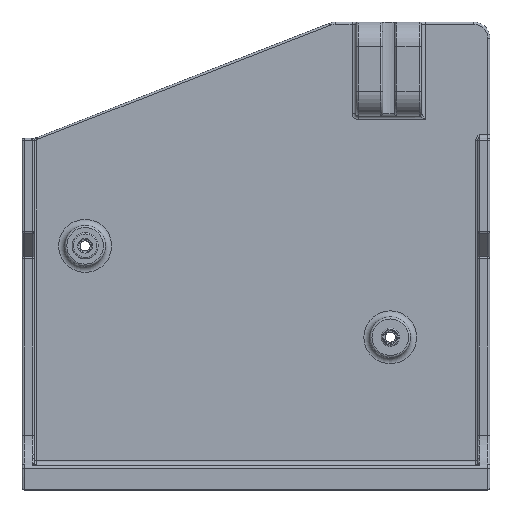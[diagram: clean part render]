
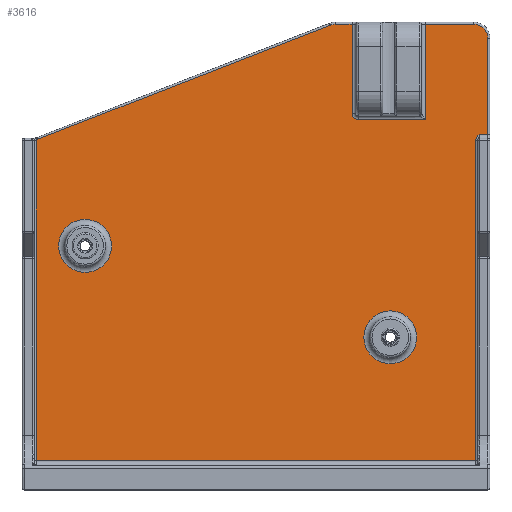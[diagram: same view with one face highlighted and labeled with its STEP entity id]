
A CAD part, top view. The second image highlights one B-rep face of the part: STEP entity #3616.
In plain terms, the highlighted planar face has unit normal (0, 0, 1).
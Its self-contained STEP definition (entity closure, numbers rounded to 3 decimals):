
#45=FACE_BOUND('',#1001,.T.);
#46=FACE_BOUND('',#1002,.T.);
#64=PLANE('',#3906);
#131=B_SPLINE_CURVE_WITH_KNOTS('',3,(#5882,#5883,#5884,#5885,#5886,#5887,
#5888,#5889),.UNSPECIFIED.,.F.,.F.,(4,2,1,1,4),(-0.18,-0.18,
-0.108,-0.072,0.),.UNSPECIFIED.);
#160=LINE('',#5752,#396);
#162=LINE('',#5764,#398);
#178=LINE('',#5876,#414);
#179=LINE('',#5878,#415);
#180=LINE('',#5880,#416);
#181=LINE('',#5891,#417);
#182=LINE('',#5893,#418);
#183=LINE('',#5897,#419);
#184=LINE('',#5899,#420);
#185=LINE('',#5901,#421);
#186=LINE('',#5904,#422);
#396=VECTOR('',#4430,10.);
#398=VECTOR('',#4444,10.);
#414=VECTOR('',#4506,10.);
#415=VECTOR('',#4507,10.);
#416=VECTOR('',#4508,10.);
#417=VECTOR('',#4509,10.);
#418=VECTOR('',#4510,10.);
#419=VECTOR('',#4513,10.);
#420=VECTOR('',#4514,10.);
#421=VECTOR('',#4515,10.);
#422=VECTOR('',#4518,10.);
#753=FACE_OUTER_BOUND('',#1000,.T.);
#1000=EDGE_LOOP('',(#2476,#2477,#2478,#2479,#2480,#2481,#2482,#2483,#2484,
#2485,#2486,#2487,#2488,#2489,#2490,#2491));
#1001=EDGE_LOOP('',(#2492));
#1002=EDGE_LOOP('',(#2493));
#1259=CIRCLE('',#3880,3.5);
#1263=CIRCLE('',#3886,4.5);
#1277=CIRCLE('',#3907,3.5);
#1278=CIRCLE('',#3908,1.5);
#1279=CIRCLE('',#3909,6.5);
#1280=CIRCLE('',#3910,6.5);
#1534=VERTEX_POINT('',#5741);
#1538=VERTEX_POINT('',#5750);
#1540=VERTEX_POINT('',#5756);
#1542=VERTEX_POINT('',#5762);
#1544=VERTEX_POINT('',#5768);
#1566=VERTEX_POINT('',#5875);
#1567=VERTEX_POINT('',#5877);
#1568=VERTEX_POINT('',#5879);
#1569=VERTEX_POINT('',#5881);
#1570=VERTEX_POINT('',#5890);
#1571=VERTEX_POINT('',#5892);
#1572=VERTEX_POINT('',#5894);
#1573=VERTEX_POINT('',#5896);
#1574=VERTEX_POINT('',#5898);
#1575=VERTEX_POINT('',#5900);
#1576=VERTEX_POINT('',#5902);
#1577=VERTEX_POINT('',#5905);
#1578=VERTEX_POINT('',#5907);
#1862=EDGE_CURVE('',#1538,#1534,#160,.T.);
#1865=EDGE_CURVE('',#1540,#1538,#1259,.T.);
#1868=EDGE_CURVE('',#1542,#1540,#162,.T.);
#1871=EDGE_CURVE('',#1544,#1542,#1263,.T.);
#1901=EDGE_CURVE('',#1566,#1544,#178,.T.);
#1902=EDGE_CURVE('',#1567,#1566,#179,.T.);
#1903=EDGE_CURVE('',#1568,#1567,#180,.T.);
#1904=EDGE_CURVE('',#1569,#1568,#131,.T.);
#1905=EDGE_CURVE('',#1570,#1569,#181,.T.);
#1906=EDGE_CURVE('',#1571,#1570,#182,.T.);
#1907=EDGE_CURVE('',#1572,#1571,#1277,.T.);
#1908=EDGE_CURVE('',#1573,#1572,#183,.T.);
#1909=EDGE_CURVE('',#1574,#1573,#184,.T.);
#1910=EDGE_CURVE('',#1575,#1574,#185,.T.);
#1911=EDGE_CURVE('',#1576,#1575,#1278,.T.);
#1912=EDGE_CURVE('',#1534,#1576,#186,.T.);
#1913=EDGE_CURVE('',#1577,#1577,#1279,.T.);
#1914=EDGE_CURVE('',#1578,#1578,#1280,.T.);
#2476=ORIENTED_EDGE('',*,*,#1862,.F.);
#2477=ORIENTED_EDGE('',*,*,#1865,.F.);
#2478=ORIENTED_EDGE('',*,*,#1868,.F.);
#2479=ORIENTED_EDGE('',*,*,#1871,.F.);
#2480=ORIENTED_EDGE('',*,*,#1901,.F.);
#2481=ORIENTED_EDGE('',*,*,#1902,.F.);
#2482=ORIENTED_EDGE('',*,*,#1903,.F.);
#2483=ORIENTED_EDGE('',*,*,#1904,.F.);
#2484=ORIENTED_EDGE('',*,*,#1905,.F.);
#2485=ORIENTED_EDGE('',*,*,#1906,.F.);
#2486=ORIENTED_EDGE('',*,*,#1907,.F.);
#2487=ORIENTED_EDGE('',*,*,#1908,.F.);
#2488=ORIENTED_EDGE('',*,*,#1909,.F.);
#2489=ORIENTED_EDGE('',*,*,#1910,.F.);
#2490=ORIENTED_EDGE('',*,*,#1911,.F.);
#2491=ORIENTED_EDGE('',*,*,#1912,.F.);
#2492=ORIENTED_EDGE('',*,*,#1913,.F.);
#2493=ORIENTED_EDGE('',*,*,#1914,.F.);
#3616=ADVANCED_FACE('',(#753,#45,#46),#64,.T.);
#3880=AXIS2_PLACEMENT_3D('',#5758,#4436,#4437);
#3886=AXIS2_PLACEMENT_3D('',#5770,#4450,#4451);
#3906=AXIS2_PLACEMENT_3D('',#5874,#4504,#4505);
#3907=AXIS2_PLACEMENT_3D('',#5895,#4511,#4512);
#3908=AXIS2_PLACEMENT_3D('',#5903,#4516,#4517);
#3909=AXIS2_PLACEMENT_3D('',#5906,#4519,#4520);
#3910=AXIS2_PLACEMENT_3D('',#5908,#4521,#4522);
#4430=DIRECTION('',(1.,0.,0.));
#4436=DIRECTION('center_axis',(0.,0.,-1.));
#4437=DIRECTION('ref_axis',(-0.185,0.983,0.));
#4444=DIRECTION('',(0.932,0.364,0.));
#4450=DIRECTION('center_axis',(0.,0.,1.));
#4451=DIRECTION('ref_axis',(0.339,-0.941,0.));
#4504=DIRECTION('center_axis',(0.,0.,1.));
#4505=DIRECTION('ref_axis',(1.,0.,0.));
#4506=DIRECTION('',(0.,1.,0.));
#4507=DIRECTION('',(-1.,0.,0.));
#4508=DIRECTION('',(0.,-1.,0.));
#4509=DIRECTION('',(-1.,0.,0.));
#4510=DIRECTION('',(0.,-1.,0.));
#4511=DIRECTION('center_axis',(0.,0.,-1.));
#4512=DIRECTION('ref_axis',(0.707,0.707,0.));
#4513=DIRECTION('',(1.,0.,0.));
#4514=DIRECTION('',(0.,1.,0.));
#4515=DIRECTION('',(1.,0.,0.));
#4516=DIRECTION('center_axis',(0.,0.,1.));
#4517=DIRECTION('ref_axis',(-0.707,-0.707,0.));
#4518=DIRECTION('',(0.,-1.,0.));
#4519=DIRECTION('center_axis',(0.,0.,1.));
#4520=DIRECTION('ref_axis',(-1.,0.,0.));
#4521=DIRECTION('center_axis',(0.,0.,1.));
#4522=DIRECTION('ref_axis',(-1.,0.,0.));
#5741=CARTESIAN_POINT('',(28.125,69.5,4.));
#5750=CARTESIAN_POINT('',(24.039,69.5,4.));
#5752=CARTESIAN_POINT('',(10.185,69.5,4.));
#5756=CARTESIAN_POINT('',(22.766,69.26,4.));
#5758=CARTESIAN_POINT('Origin',(24.039,66.,4.));
#5762=CARTESIAN_POINT('',(-49.117,41.201,4.));
#5764=CARTESIAN_POINT('',(-30.837,48.337,4.));
#5768=CARTESIAN_POINT('',(-49.5,41.071,4.));
#5770=CARTESIAN_POINT('Origin',(-50.753,45.393,4.));
#5874=CARTESIAN_POINT('Origin',(6.,10.,4.));
#5875=CARTESIAN_POINT('',(-49.5,-37.8,4.));
#5876=CARTESIAN_POINT('',(-49.5,4.047,4.));
#5877=CARTESIAN_POINT('',(58.5,-37.8,4.));
#5878=CARTESIAN_POINT('',(34.,-37.8,4.));
#5879=CARTESIAN_POINT('',(58.5,40.979,4.));
#5880=CARTESIAN_POINT('',(58.5,6.121,4.));
#5881=CARTESIAN_POINT('',(59.5,42.393,4.));
#5882=CARTESIAN_POINT('Ctrl Pts',(59.5,42.393,4.));
#5883=CARTESIAN_POINT('Ctrl Pts',(59.499,42.393,4.));
#5884=CARTESIAN_POINT('Ctrl Pts',(59.498,42.392,4.));
#5885=CARTESIAN_POINT('Ctrl Pts',(59.301,42.252,4.));
#5886=CARTESIAN_POINT('Ctrl Pts',(59.004,42.039,4.));
#5887=CARTESIAN_POINT('Ctrl Pts',(58.621,41.575,4.));
#5888=CARTESIAN_POINT('Ctrl Pts',(58.5,41.219,4.));
#5889=CARTESIAN_POINT('Ctrl Pts',(58.5,40.979,4.));
#5890=CARTESIAN_POINT('',(61.5,42.393,4.));
#5891=CARTESIAN_POINT('',(34.,42.393,4.));
#5892=CARTESIAN_POINT('',(61.5,66.,4.));
#5893=CARTESIAN_POINT('',(61.5,-17.5,4.));
#5894=CARTESIAN_POINT('',(58.,69.5,4.));
#5895=CARTESIAN_POINT('Origin',(58.,66.,4.));
#5896=CARTESIAN_POINT('',(46.125,69.5,4.));
#5897=CARTESIAN_POINT('',(10.185,69.5,4.));
#5898=CARTESIAN_POINT('',(46.125,46.,4.));
#5899=CARTESIAN_POINT('',(46.125,37.5,4.));
#5900=CARTESIAN_POINT('',(29.625,46.,4.));
#5901=CARTESIAN_POINT('',(21.598,46.,4.));
#5902=CARTESIAN_POINT('',(28.125,47.5,4.));
#5903=CARTESIAN_POINT('Origin',(29.625,47.5,4.));
#5904=CARTESIAN_POINT('',(28.125,37.5,4.));
#5905=CARTESIAN_POINT('',(44.,-7.463,4.));
#5906=CARTESIAN_POINT('Origin',(37.5,-7.463,4.));
#5907=CARTESIAN_POINT('',(-31.,15.,4.));
#5908=CARTESIAN_POINT('Origin',(-37.5,15.,4.));
